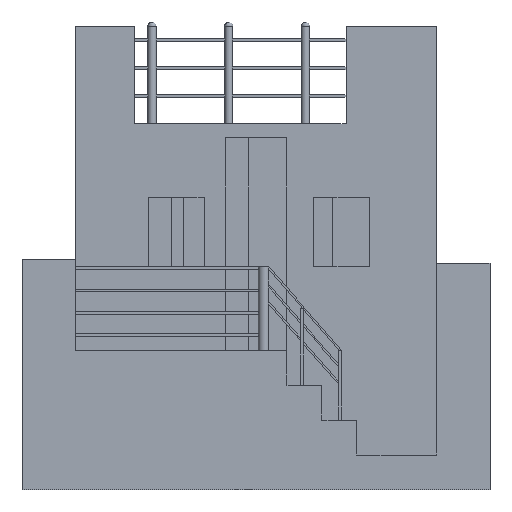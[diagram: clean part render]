
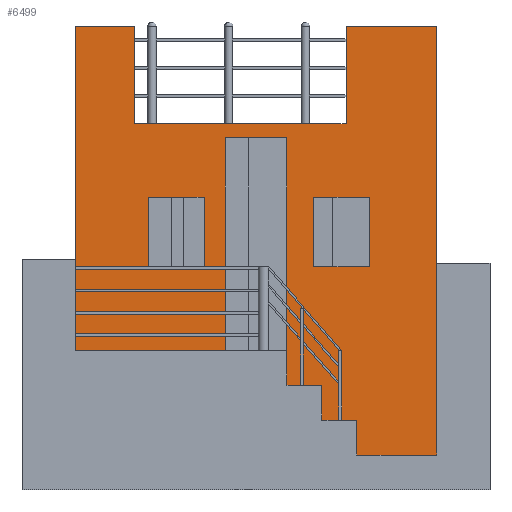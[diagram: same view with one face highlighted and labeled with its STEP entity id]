
A CAD part, front view. The second image highlights one B-rep face of the part: STEP entity #6499.
In plain terms, the highlighted planar face has unit normal (0, -1, 0).
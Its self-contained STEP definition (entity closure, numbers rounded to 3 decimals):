
#137=PLANE('',#6952);
#349=FACE_BOUND('',#2502,.T.);
#350=FACE_BOUND('',#2503,.T.);
#635=LINE('',#9615,#1451);
#637=LINE('',#9619,#1453);
#652=LINE('',#9649,#1468);
#658=LINE('',#9661,#1474);
#699=LINE('',#9745,#1515);
#768=LINE('',#9882,#1584);
#786=LINE('',#9919,#1602);
#787=LINE('',#9921,#1603);
#788=LINE('',#9922,#1604);
#789=LINE('',#9924,#1605);
#790=LINE('',#9926,#1606);
#791=LINE('',#9928,#1607);
#792=LINE('',#9930,#1608);
#793=LINE('',#9932,#1609);
#794=LINE('',#9934,#1610);
#795=LINE('',#9936,#1611);
#796=LINE('',#9938,#1612);
#797=LINE('',#9939,#1613);
#798=LINE('',#9942,#1614);
#799=LINE('',#9944,#1615);
#800=LINE('',#9946,#1616);
#801=LINE('',#9947,#1617);
#802=LINE('',#9950,#1618);
#803=LINE('',#9952,#1619);
#804=LINE('',#9954,#1620);
#805=LINE('',#9955,#1621);
#1451=VECTOR('',#7881,10.);
#1453=VECTOR('',#7885,10.);
#1468=VECTOR('',#7908,10.);
#1474=VECTOR('',#7918,10.);
#1515=VECTOR('',#7977,10.);
#1584=VECTOR('',#8054,10.);
#1602=VECTOR('',#8076,10.);
#1603=VECTOR('',#8077,10.);
#1604=VECTOR('',#8078,10.);
#1605=VECTOR('',#8079,10.);
#1606=VECTOR('',#8080,10.);
#1607=VECTOR('',#8081,10.);
#1608=VECTOR('',#8082,10.);
#1609=VECTOR('',#8083,10.);
#1610=VECTOR('',#8084,10.);
#1611=VECTOR('',#8085,10.);
#1612=VECTOR('',#8086,10.);
#1613=VECTOR('',#8087,10.);
#1614=VECTOR('',#8088,10.);
#1615=VECTOR('',#8089,10.);
#1616=VECTOR('',#8090,10.);
#1617=VECTOR('',#8091,10.);
#1618=VECTOR('',#8092,10.);
#1619=VECTOR('',#8093,10.);
#1620=VECTOR('',#8094,10.);
#1621=VECTOR('',#8095,10.);
#2154=FACE_OUTER_BOUND('',#2501,.T.);
#2501=EDGE_LOOP('',(#5407,#5408,#5409,#5410,#5411,#5412,#5413,#5414,#5415,
#5416,#5417,#5418,#5419,#5420,#5421,#5422,#5423,#5424));
#2502=EDGE_LOOP('',(#5425,#5426,#5427,#5428));
#2503=EDGE_LOOP('',(#5429,#5430,#5431,#5432));
#3110=VERTEX_POINT('',#9612);
#3111=VERTEX_POINT('',#9614);
#3112=VERTEX_POINT('',#9618);
#3122=VERTEX_POINT('',#9645);
#3123=VERTEX_POINT('',#9647);
#3127=VERTEX_POINT('',#9659);
#3160=VERTEX_POINT('',#9743);
#3161=VERTEX_POINT('',#9744);
#3242=VERTEX_POINT('',#9918);
#3243=VERTEX_POINT('',#9920);
#3244=VERTEX_POINT('',#9923);
#3245=VERTEX_POINT('',#9925);
#3246=VERTEX_POINT('',#9927);
#3247=VERTEX_POINT('',#9929);
#3248=VERTEX_POINT('',#9931);
#3249=VERTEX_POINT('',#9933);
#3250=VERTEX_POINT('',#9935);
#3251=VERTEX_POINT('',#9937);
#3252=VERTEX_POINT('',#9940);
#3253=VERTEX_POINT('',#9941);
#3254=VERTEX_POINT('',#9943);
#3255=VERTEX_POINT('',#9945);
#3256=VERTEX_POINT('',#9948);
#3257=VERTEX_POINT('',#9949);
#3258=VERTEX_POINT('',#9951);
#3259=VERTEX_POINT('',#9953);
#3871=EDGE_CURVE('',#3110,#3111,#635,.T.);
#3873=EDGE_CURVE('',#3111,#3112,#637,.T.);
#3888=EDGE_CURVE('',#3122,#3123,#652,.T.);
#3894=EDGE_CURVE('',#3127,#3123,#658,.T.);
#3935=EDGE_CURVE('',#3160,#3161,#699,.T.);
#4004=EDGE_CURVE('',#3122,#3110,#768,.T.);
#4022=EDGE_CURVE('',#3242,#3127,#786,.T.);
#4023=EDGE_CURVE('',#3242,#3243,#787,.T.);
#4024=EDGE_CURVE('',#3243,#3161,#788,.T.);
#4025=EDGE_CURVE('',#3244,#3160,#789,.T.);
#4026=EDGE_CURVE('',#3245,#3244,#790,.T.);
#4027=EDGE_CURVE('',#3246,#3245,#791,.T.);
#4028=EDGE_CURVE('',#3247,#3246,#792,.T.);
#4029=EDGE_CURVE('',#3248,#3247,#793,.T.);
#4030=EDGE_CURVE('',#3249,#3248,#794,.T.);
#4031=EDGE_CURVE('',#3250,#3249,#795,.T.);
#4032=EDGE_CURVE('',#3250,#3251,#796,.T.);
#4033=EDGE_CURVE('',#3251,#3112,#797,.T.);
#4034=EDGE_CURVE('',#3252,#3253,#798,.T.);
#4035=EDGE_CURVE('',#3253,#3254,#799,.T.);
#4036=EDGE_CURVE('',#3254,#3255,#800,.T.);
#4037=EDGE_CURVE('',#3255,#3252,#801,.T.);
#4038=EDGE_CURVE('',#3256,#3257,#802,.T.);
#4039=EDGE_CURVE('',#3257,#3258,#803,.T.);
#4040=EDGE_CURVE('',#3258,#3259,#804,.T.);
#4041=EDGE_CURVE('',#3259,#3256,#805,.T.);
#5407=ORIENTED_EDGE('',*,*,#4022,.F.);
#5408=ORIENTED_EDGE('',*,*,#4023,.T.);
#5409=ORIENTED_EDGE('',*,*,#4024,.T.);
#5410=ORIENTED_EDGE('',*,*,#3935,.F.);
#5411=ORIENTED_EDGE('',*,*,#4025,.F.);
#5412=ORIENTED_EDGE('',*,*,#4026,.F.);
#5413=ORIENTED_EDGE('',*,*,#4027,.F.);
#5414=ORIENTED_EDGE('',*,*,#4028,.F.);
#5415=ORIENTED_EDGE('',*,*,#4029,.F.);
#5416=ORIENTED_EDGE('',*,*,#4030,.F.);
#5417=ORIENTED_EDGE('',*,*,#4031,.F.);
#5418=ORIENTED_EDGE('',*,*,#4032,.T.);
#5419=ORIENTED_EDGE('',*,*,#4033,.T.);
#5420=ORIENTED_EDGE('',*,*,#3873,.F.);
#5421=ORIENTED_EDGE('',*,*,#3871,.F.);
#5422=ORIENTED_EDGE('',*,*,#4004,.F.);
#5423=ORIENTED_EDGE('',*,*,#3888,.T.);
#5424=ORIENTED_EDGE('',*,*,#3894,.F.);
#5425=ORIENTED_EDGE('',*,*,#4034,.T.);
#5426=ORIENTED_EDGE('',*,*,#4035,.T.);
#5427=ORIENTED_EDGE('',*,*,#4036,.T.);
#5428=ORIENTED_EDGE('',*,*,#4037,.T.);
#5429=ORIENTED_EDGE('',*,*,#4038,.T.);
#5430=ORIENTED_EDGE('',*,*,#4039,.T.);
#5431=ORIENTED_EDGE('',*,*,#4040,.T.);
#5432=ORIENTED_EDGE('',*,*,#4041,.T.);
#6499=ADVANCED_FACE('',(#2154,#349,#350),#137,.T.);
#6952=AXIS2_PLACEMENT_3D('',#9917,#8074,#8075);
#7881=DIRECTION('',(0.,0.,1.));
#7885=DIRECTION('',(1.,0.,0.));
#7908=DIRECTION('',(0.,0.,1.));
#7918=DIRECTION('',(1.,0.,0.));
#7977=DIRECTION('',(-1.,0.,0.));
#8054=DIRECTION('',(1.,0.,0.));
#8074=DIRECTION('center_axis',(0.,-1.,0.));
#8075=DIRECTION('ref_axis',(1.,0.,0.));
#8076=DIRECTION('',(0.,0.,1.));
#8077=DIRECTION('',(1.,0.,0.));
#8078=DIRECTION('',(0.,0.,1.));
#8079=DIRECTION('',(0.,0.,1.));
#8080=DIRECTION('',(0.,0.,1.));
#8081=DIRECTION('',(-1.,0.,0.));
#8082=DIRECTION('',(0.,0.,1.));
#8083=DIRECTION('',(-1.,0.,0.));
#8084=DIRECTION('',(0.,0.,1.));
#8085=DIRECTION('',(-1.,0.,0.));
#8086=DIRECTION('',(0.,0.,1.));
#8087=DIRECTION('',(0.,0.,1.));
#8088=DIRECTION('',(0.,0.,1.));
#8089=DIRECTION('',(1.,0.,0.));
#8090=DIRECTION('',(0.,0.,-1.));
#8091=DIRECTION('',(-1.,0.,0.));
#8092=DIRECTION('',(0.,0.,1.));
#8093=DIRECTION('',(1.,0.,0.));
#8094=DIRECTION('',(0.,0.,-1.));
#8095=DIRECTION('',(-1.,0.,0.));
#9612=CARTESIAN_POINT('',(388.16,0.,324.8));
#9614=CARTESIAN_POINT('',(388.16,0.,464.8));
#9615=CARTESIAN_POINT('',(388.16,0.,324.8));
#9618=CARTESIAN_POINT('',(518.16,0.,464.8));
#9619=CARTESIAN_POINT('',(0.,0.,464.8));
#9645=CARTESIAN_POINT('',(85.,0.,324.8));
#9647=CARTESIAN_POINT('',(85.,0.,464.8));
#9649=CARTESIAN_POINT('',(85.,0.,324.8));
#9659=CARTESIAN_POINT('',(0.,0.,464.8));
#9661=CARTESIAN_POINT('',(0.,0.,464.8));
#9743=CARTESIAN_POINT('',(303.53,0.,304.8));
#9744=CARTESIAN_POINT('',(214.63,0.,304.8));
#9745=CARTESIAN_POINT('',(388.62,0.,304.8));
#9882=CARTESIAN_POINT('',(388.62,0.,324.8));
#9917=CARTESIAN_POINT('Origin',(184.63,0.,0.));
#9918=CARTESIAN_POINT('',(0.,0.,0.));
#9919=CARTESIAN_POINT('',(0.,0.,324.8));
#9920=CARTESIAN_POINT('',(214.63,0.,0.));
#9921=CARTESIAN_POINT('',(221.855,0.,0.));
#9922=CARTESIAN_POINT('',(214.63,0.,0.));
#9923=CARTESIAN_POINT('',(303.53,0.,0.));
#9924=CARTESIAN_POINT('',(303.53,0.,0.));
#9925=CARTESIAN_POINT('',(303.53,0.,-50.));
#9926=CARTESIAN_POINT('',(303.53,0.,0.));
#9927=CARTESIAN_POINT('',(353.53,0.,-50.));
#9928=CARTESIAN_POINT('',(303.53,0.,-50.));
#9929=CARTESIAN_POINT('',(353.53,0.,-100.));
#9930=CARTESIAN_POINT('',(353.53,0.,-50.));
#9931=CARTESIAN_POINT('',(403.53,0.,-100.));
#9932=CARTESIAN_POINT('',(353.53,0.,-100.));
#9933=CARTESIAN_POINT('',(403.53,0.,-150.));
#9934=CARTESIAN_POINT('',(403.53,0.,-100.));
#9935=CARTESIAN_POINT('',(518.16,0.,-150.));
#9936=CARTESIAN_POINT('',(453.53,0.,-150.));
#9937=CARTESIAN_POINT('',(518.16,0.,0.));
#9938=CARTESIAN_POINT('',(518.16,0.,0.));
#9939=CARTESIAN_POINT('',(518.16,0.,324.8));
#9940=CARTESIAN_POINT('',(341.785,0.,120.));
#9941=CARTESIAN_POINT('',(341.785,0.,220.));
#9942=CARTESIAN_POINT('',(341.785,0.,60.));
#9943=CARTESIAN_POINT('',(421.785,0.,220.));
#9944=CARTESIAN_POINT('',(283.208,0.,220.));
#9945=CARTESIAN_POINT('',(421.785,0.,120.));
#9946=CARTESIAN_POINT('',(421.785,0.,60.));
#9947=CARTESIAN_POINT('',(283.208,0.,120.));
#9948=CARTESIAN_POINT('',(104.63,0.,120.));
#9949=CARTESIAN_POINT('',(104.63,0.,220.));
#9950=CARTESIAN_POINT('',(104.63,0.,60.));
#9951=CARTESIAN_POINT('',(184.63,0.,220.));
#9952=CARTESIAN_POINT('',(164.63,0.,220.));
#9953=CARTESIAN_POINT('',(184.63,0.,120.));
#9954=CARTESIAN_POINT('',(184.63,0.,60.));
#9955=CARTESIAN_POINT('',(164.63,0.,120.));
